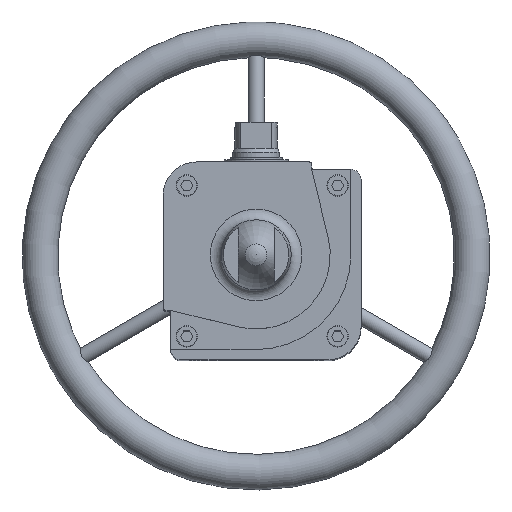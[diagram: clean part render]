
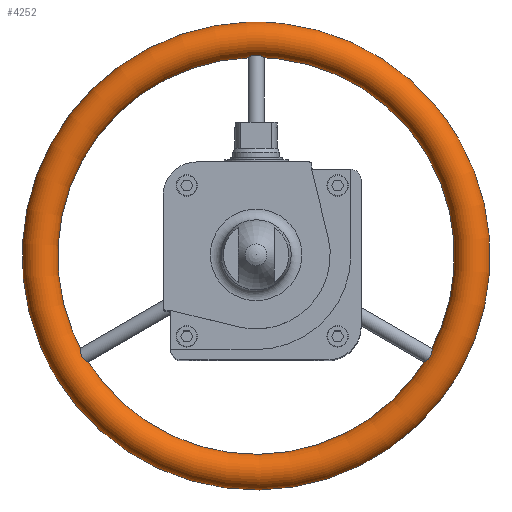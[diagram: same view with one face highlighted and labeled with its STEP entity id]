
A CAD part, top view. The second image highlights one B-rep face of the part: STEP entity #4252.
In plain terms, the highlighted toroidal (fillet/blend) face has major radius 161.65 mm and minor radius 13.35 mm.
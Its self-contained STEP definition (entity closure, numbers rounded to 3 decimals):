
#45=TOROIDAL_SURFACE('',#4649,161.65,13.35);
#89=B_SPLINE_CURVE_WITH_KNOTS('',3,(#6752,#6753,#6754,#6755,#6756,#6757,
#6758,#6759,#6760,#6761,#6762,#6763,#6764,#6765,#6766,#6767,#6768,#6769),
 .UNSPECIFIED.,.T.,.F.,(1,1,1,1,1,1,1,1,1,1,1,1,1,1,1,1,1,1,1,1,1,1),(-0.007,
-0.005,-0.002,0.,0.002,0.005,
0.007,0.01,0.012,0.014,
0.017,0.019,0.022,0.024,
0.029,0.031,0.033,0.036,
0.038,0.041,0.043,0.045),
 .UNSPECIFIED.);
#90=B_SPLINE_CURVE_WITH_KNOTS('',3,(#6772,#6773,#6774,#6775,#6776,#6777,
#6778,#6779,#6780,#6781,#6782,#6783,#6784,#6785,#6786,#6787,#6788,#6789),
 .UNSPECIFIED.,.T.,.F.,(1,1,1,1,1,1,1,1,1,1,1,1,1,1,1,1,1,1,1,1,1,1),(-0.007,
-0.005,-0.002,0.,0.002,0.005,
0.007,0.01,0.012,0.014,
0.019,0.021,0.024,0.026,
0.029,0.031,0.033,0.036,
0.038,0.041,0.043,0.045),
 .UNSPECIFIED.);
#91=B_SPLINE_CURVE_WITH_KNOTS('',3,(#6792,#6793,#6794,#6795,#6796,#6797,
#6798,#6799,#6800,#6801,#6802,#6803,#6804,#6805,#6806,#6807,#6808,#6809),
 .UNSPECIFIED.,.T.,.F.,(1,1,1,1,1,1,1,1,1,1,1,1,1,1,1,1,1,1,1,1,1,1),(-0.007,
-0.005,-0.002,0.,0.002,0.005,
0.007,0.01,0.012,0.014,
0.017,0.019,0.022,0.024,
0.029,0.031,0.033,0.036,
0.038,0.041,0.043,0.045),
 .UNSPECIFIED.);
#1346=ORIENTED_EDGE('',*,*,#2345,.F.);
#1347=ORIENTED_EDGE('',*,*,#2344,.F.);
#1348=ORIENTED_EDGE('',*,*,#2343,.F.);
#2343=EDGE_CURVE('',#2874,#2874,#89,.T.);
#2344=EDGE_CURVE('',#2875,#2875,#90,.T.);
#2345=EDGE_CURVE('',#2876,#2876,#91,.T.);
#2874=VERTEX_POINT('',#6770);
#2875=VERTEX_POINT('',#6790);
#2876=VERTEX_POINT('',#6810);
#3453=EDGE_LOOP('',(#1346));
#3454=EDGE_LOOP('',(#1347));
#3455=EDGE_LOOP('',(#1348));
#3859=FACE_BOUND('',#3453,.T.);
#3860=FACE_BOUND('',#3454,.T.);
#3861=FACE_BOUND('',#3455,.T.);
#4252=ADVANCED_FACE('',(#3859,#3860,#3861),#45,.T.);
#4649=AXIS2_PLACEMENT_3D('',#6811,#5378,#5379);
#5378=DIRECTION('',(0.,0.,-1.));
#5379=DIRECTION('',(-1.,0.,0.));
#6752=CARTESIAN_POINT('',(-4.819,148.438,-317.587));
#6753=CARTESIAN_POINT('',(-3.066,148.951,-319.219));
#6754=CARTESIAN_POINT('',(-0.793,149.329,-320.078));
#6755=CARTESIAN_POINT('',(1.661,149.234,-319.878));
#6756=CARTESIAN_POINT('',(3.766,148.761,-318.704));
#6757=CARTESIAN_POINT('',(5.292,148.288,-316.863));
#6758=CARTESIAN_POINT('',(6.094,148.107,-314.563));
#6759=CARTESIAN_POINT('',(5.963,148.41,-312.13));
#6760=CARTESIAN_POINT('',(4.891,149.109,-310.036));
#6761=CARTESIAN_POINT('',(3.094,149.877,-308.565));
#6762=CARTESIAN_POINT('',(0.799,150.351,-307.848));
#6763=CARTESIAN_POINT('',(-2.469,150.204,-308.058));
#6764=CARTESIAN_POINT('',(-5.111,149.034,-309.957));
#6765=CARTESIAN_POINT('',(-6.124,148.245,-312.968));
#6766=CARTESIAN_POINT('',(-5.906,148.121,-315.422));
#6767=CARTESIAN_POINT('',(-4.819,148.438,-317.587));
#6768=CARTESIAN_POINT('',(-3.066,148.951,-319.219));
#6769=CARTESIAN_POINT('',(-0.793,149.329,-320.078));
#6770=CARTESIAN_POINT('',(-2.979,148.929,-319.09));
#6772=CARTESIAN_POINT('',(127.076,-77.519,-318.843));
#6773=CARTESIAN_POINT('',(125.857,-78.652,-317.046));
#6774=CARTESIAN_POINT('',(125.232,-79.3,-314.77));
#6775=CARTESIAN_POINT('',(125.481,-79.39,-312.329));
#6776=CARTESIAN_POINT('',(126.566,-78.863,-310.193));
#6777=CARTESIAN_POINT('',(128.11,-77.742,-308.664));
#6778=CARTESIAN_POINT('',(129.685,-76.04,-307.877));
#6779=CARTESIAN_POINT('',(131.258,-73.167,-307.983));
#6780=CARTESIAN_POINT('',(131.622,-70.246,-309.796));
#6781=CARTESIAN_POINT('',(131.463,-68.863,-312.753));
#6782=CARTESIAN_POINT('',(131.251,-68.89,-315.209));
#6783=CARTESIAN_POINT('',(130.988,-69.919,-317.415));
#6784=CARTESIAN_POINT('',(130.58,-71.632,-319.092));
#6785=CARTESIAN_POINT('',(129.82,-73.768,-320.041));
#6786=CARTESIAN_POINT('',(128.541,-75.887,-319.941));
#6787=CARTESIAN_POINT('',(127.076,-77.519,-318.843));
#6788=CARTESIAN_POINT('',(125.857,-78.652,-317.046));
#6789=CARTESIAN_POINT('',(125.232,-79.3,-314.77));
#6790=CARTESIAN_POINT('',(125.956,-78.571,-316.966));
#6792=CARTESIAN_POINT('',(-126.568,-78.001,-318.234));
#6793=CARTESIAN_POINT('',(-127.986,-76.563,-319.629));
#6794=CARTESIAN_POINT('',(-129.393,-74.601,-320.136));
#6795=CARTESIAN_POINT('',(-130.349,-72.407,-319.554));
#6796=CARTESIAN_POINT('',(-130.861,-70.495,-318.114));
#6797=CARTESIAN_POINT('',(-131.161,-69.177,-316.087));
#6798=CARTESIAN_POINT('',(-131.387,-68.741,-313.689));
#6799=CARTESIAN_POINT('',(-131.556,-69.394,-311.326));
#6800=CARTESIAN_POINT('',(-131.539,-70.952,-309.435));
#6801=CARTESIAN_POINT('',(-131.15,-73.037,-308.217));
#6802=CARTESIAN_POINT('',(-130.198,-75.26,-307.801));
#6803=CARTESIAN_POINT('',(-128.232,-77.803,-308.426));
#6804=CARTESIAN_POINT('',(-126.01,-79.214,-310.663));
#6805=CARTESIAN_POINT('',(-125.214,-79.406,-313.845));
#6806=CARTESIAN_POINT('',(-125.537,-78.952,-316.242));
#6807=CARTESIAN_POINT('',(-126.568,-78.001,-318.234));
#6808=CARTESIAN_POINT('',(-127.986,-76.563,-319.629));
#6809=CARTESIAN_POINT('',(-129.393,-74.601,-320.136));
#6810=CARTESIAN_POINT('',(-127.984,-76.476,-319.481));
#6811=CARTESIAN_POINT('',(0.,0.,-314.95));
